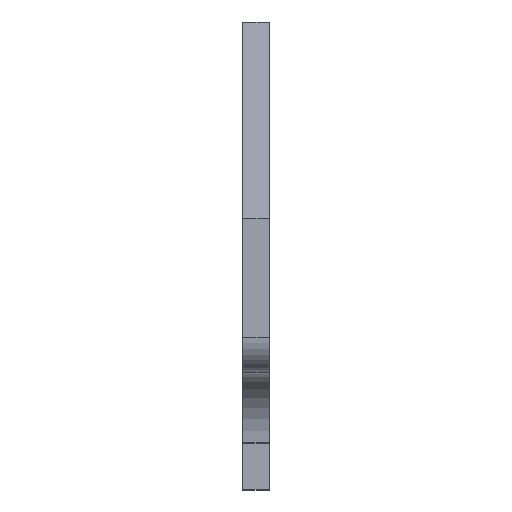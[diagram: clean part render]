
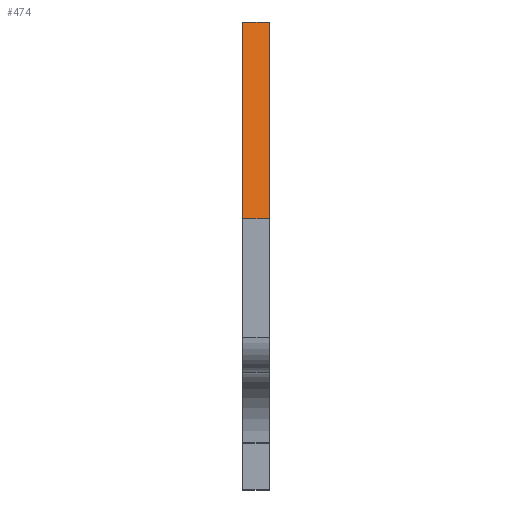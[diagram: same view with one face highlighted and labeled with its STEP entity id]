
A CAD part, left-side view. The second image highlights one B-rep face of the part: STEP entity #474.
In plain terms, the highlighted face is planar.
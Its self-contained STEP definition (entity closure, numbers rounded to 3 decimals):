
#93 = CARTESIAN_POINT ( 'NONE',  ( -1.5, -25.235, 0. ) ) ;
#96 = CARTESIAN_POINT ( 'NONE',  ( 0., -25.235, 0. ) ) ;
#146 = PLANE ( 'NONE',  #324 ) ;
#154 = VECTOR ( 'NONE', #759, 1000. ) ;
#188 = DIRECTION ( 'NONE',  ( -1., 0., 0. ) ) ;
#203 = VERTEX_POINT ( 'NONE', #450 ) ;
#211 = EDGE_CURVE ( 'NONE', #227, #359, #691, .T. ) ;
#227 = VERTEX_POINT ( 'NONE', #441 ) ;
#230 = ORIENTED_EDGE ( 'NONE', *, *, #211, .T. ) ;
#268 = CARTESIAN_POINT ( 'NONE',  ( -1.5, -25.235, 0. ) ) ;
#284 = DIRECTION ( 'NONE',  ( 0., 0.174, 0.985 ) ) ;
#302 = EDGE_CURVE ( 'NONE', #361, #203, #807, .T. ) ;
#323 = VECTOR ( 'NONE', #582, 1000. ) ;
#324 = AXIS2_PLACEMENT_3D ( 'NONE', #408, #593, #284 ) ;
#340 = VECTOR ( 'NONE', #188, 1000. ) ;
#354 = EDGE_CURVE ( 'NONE', #359, #203, #530, .T. ) ;
#359 = VERTEX_POINT ( 'NONE', #93 ) ;
#361 = VERTEX_POINT ( 'NONE', #653 ) ;
#376 = CARTESIAN_POINT ( 'NONE',  ( 0., -27.2, -11.145 ) ) ;
#388 = VECTOR ( 'NONE', #399, 1000. ) ;
#398 = EDGE_CURVE ( 'NONE', #227, #361, #473, .T. ) ;
#399 = DIRECTION ( 'NONE',  ( 0., -0.174, -0.985 ) ) ;
#408 = CARTESIAN_POINT ( 'NONE',  ( 0., -25.235, 0. ) ) ;
#441 = CARTESIAN_POINT ( 'NONE',  ( 0., -25.235, 0. ) ) ;
#450 = CARTESIAN_POINT ( 'NONE',  ( -1.5, -27.2, -11.145 ) ) ;
#461 = ORIENTED_EDGE ( 'NONE', *, *, #398, .F. ) ;
#473 = LINE ( 'NONE', #96, #388 ) ;
#474 = ADVANCED_FACE ( 'NONE', ( #715 ), #146, .F. ) ;
#476 = EDGE_LOOP ( 'NONE', ( #487, #645, #461, #230 ) ) ;
#487 = ORIENTED_EDGE ( 'NONE', *, *, #354, .T. ) ;
#514 = CARTESIAN_POINT ( 'NONE',  ( 0., -25.235, 0. ) ) ;
#530 = LINE ( 'NONE', #268, #323 ) ;
#582 = DIRECTION ( 'NONE',  ( 0., -0.174, -0.985 ) ) ;
#593 = DIRECTION ( 'NONE',  ( 0., 0.985, -0.174 ) ) ;
#645 = ORIENTED_EDGE ( 'NONE', *, *, #302, .F. ) ;
#653 = CARTESIAN_POINT ( 'NONE',  ( 0., -27.2, -11.145 ) ) ;
#691 = LINE ( 'NONE', #514, #154 ) ;
#715 = FACE_OUTER_BOUND ( 'NONE', #476, .T. ) ;
#759 = DIRECTION ( 'NONE',  ( -1., 0., 0. ) ) ;
#807 = LINE ( 'NONE', #376, #340 ) ;
